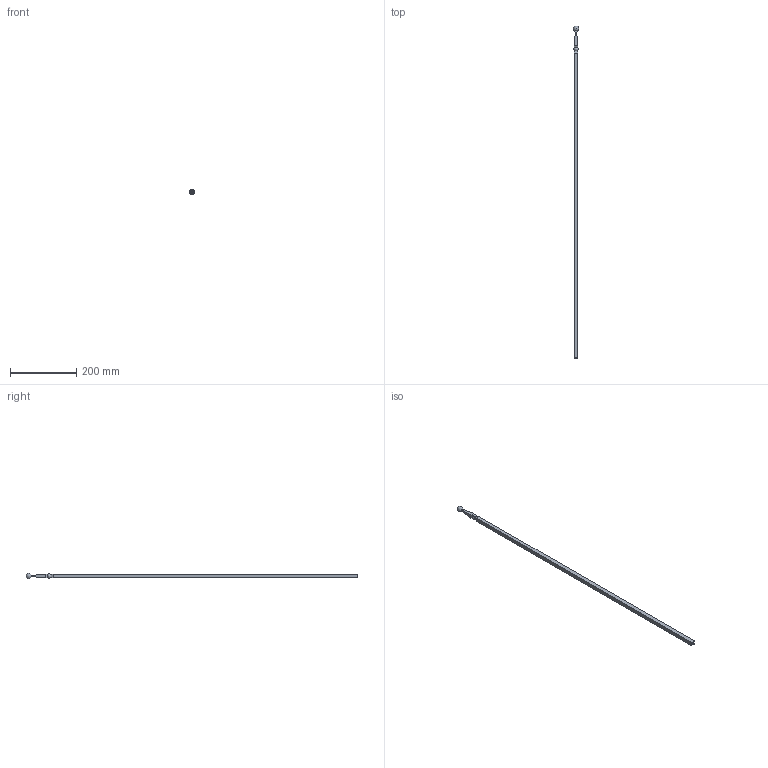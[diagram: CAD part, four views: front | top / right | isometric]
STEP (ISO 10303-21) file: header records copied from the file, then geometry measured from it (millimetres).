
FILE_DESCRIPTION (( 'STEP AP203' ), '1' );
FILE_NAME ('18570.STEP', '2022-04-22T07:30:57', ( '' ), ( '' ), 'SwSTEP 2.0', 'SolidWorks 2018', '' );
FILE_SCHEMA (( 'CONFIG_CONTROL_DESIGN' ));
Length unit declared in the file: millimetre
Products named in the file (1): 18570
Bounding box: 15.86 x 999.93 x 16 mm (x, y, z)
Volume: 139816.6 mm3; surface area: 47366.1 mm2
Topology: 1 solids, 1 shells, 263 faces, 696 edges, 454 vertices
Faces by surface type: plane 151, bspline 111, sphere 1
Entity records: 13650 total; most frequent: CARTESIAN_POINT 7905, ORIENTED_EDGE 1384, DIRECTION 758, EDGE_CURVE 692, VERTEX_POINT 452, LINE 444, VECTOR 444, EDGE_LOOP 284
